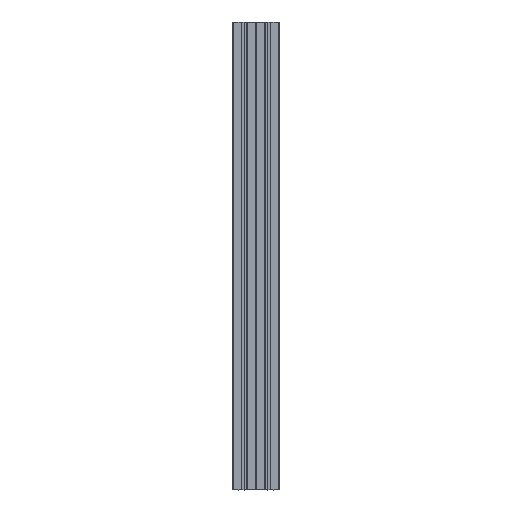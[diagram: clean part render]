
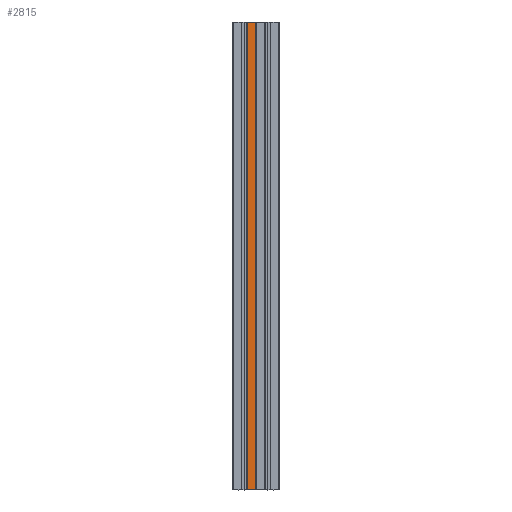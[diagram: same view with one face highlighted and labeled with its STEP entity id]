
A CAD part, left-side view. The second image highlights one B-rep face of the part: STEP entity #2815.
In plain terms, the highlighted planar face has unit normal (-1, 0, 0).
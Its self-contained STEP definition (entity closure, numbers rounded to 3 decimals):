
#1607 = CARTESIAN_POINT ( 'NONE',  ( -25., -24.662, -1000. ) ) ;
#2604 = FACE_OUTER_BOUND ( 'NONE', #23726, .T. ) ;
#2645 = VECTOR ( 'NONE', #17434, 1000. ) ;
#2815 = ADVANCED_FACE ( 'NONE', ( #2604 ), #6933, .T. ) ;
#3570 = EDGE_CURVE ( 'NONE', #13364, #20269, #8939, .T. ) ;
#4030 = EDGE_CURVE ( 'NONE', #26155, #20269, #21614, .T. ) ;
#4403 = ORIENTED_EDGE ( 'NONE', *, *, #4030, .F. ) ;
#4874 = LINE ( 'NONE', #15058, #18693 ) ;
#6104 = AXIS2_PLACEMENT_3D ( 'NONE', #8904, #23573, #8620 ) ;
#6933 = PLANE ( 'NONE',  #6104 ) ;
#8620 = DIRECTION ( 'NONE',  ( 0., 0., 1. ) ) ;
#8904 = CARTESIAN_POINT ( 'NONE',  ( -25., -5.1, -1035.355 ) ) ;
#8939 = LINE ( 'NONE', #13244, #13770 ) ;
#9866 = ORIENTED_EDGE ( 'NONE', *, *, #26258, .F. ) ;
#10711 = CARTESIAN_POINT ( 'NONE',  ( -25., -6.325, 0. ) ) ;
#10997 = CARTESIAN_POINT ( 'NONE',  ( -25., -6.325, 0. ) ) ;
#13008 = ORIENTED_EDGE ( 'NONE', *, *, #20254, .F. ) ;
#13244 = CARTESIAN_POINT ( 'NONE',  ( -25., -5.1, 0. ) ) ;
#13313 = VERTEX_POINT ( 'NONE', #24500 ) ;
#13364 = VERTEX_POINT ( 'NONE', #22529 ) ;
#13429 = VECTOR ( 'NONE', #16287, 1000. ) ;
#13770 = VECTOR ( 'NONE', #17729, 1000. ) ;
#15058 = CARTESIAN_POINT ( 'NONE',  ( -25., -5.1, -1000. ) ) ;
#16287 = DIRECTION ( 'NONE',  ( 0., 0., -1. ) ) ;
#16478 = ORIENTED_EDGE ( 'NONE', *, *, #3570, .T. ) ;
#17434 = DIRECTION ( 'NONE',  ( 0., 0., 1. ) ) ;
#17729 = DIRECTION ( 'NONE',  ( 0., 1., 0. ) ) ;
#18693 = VECTOR ( 'NONE', #19685, 1000. ) ;
#19685 = DIRECTION ( 'NONE',  ( 0., 1., 0. ) ) ;
#20254 = EDGE_CURVE ( 'NONE', #13313, #26155, #4874, .T. ) ;
#20269 = VERTEX_POINT ( 'NONE', #10997 ) ;
#21614 = LINE ( 'NONE', #10711, #2645 ) ;
#21656 = CARTESIAN_POINT ( 'NONE',  ( -25., -6.325, -1000. ) ) ;
#22529 = CARTESIAN_POINT ( 'NONE',  ( -25., -24.662, 0. ) ) ;
#23573 = DIRECTION ( 'NONE',  ( -1., 0., 0. ) ) ;
#23726 = EDGE_LOOP ( 'NONE', ( #16478, #4403, #13008, #9866 ) ) ;
#24500 = CARTESIAN_POINT ( 'NONE',  ( -25., -24.662, -1000. ) ) ;
#24819 = LINE ( 'NONE', #1607, #13429 ) ;
#26155 = VERTEX_POINT ( 'NONE', #21656 ) ;
#26258 = EDGE_CURVE ( 'NONE', #13364, #13313, #24819, .T. ) ;
